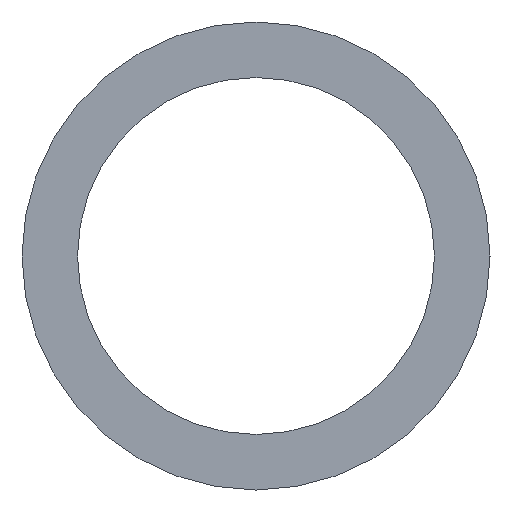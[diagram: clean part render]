
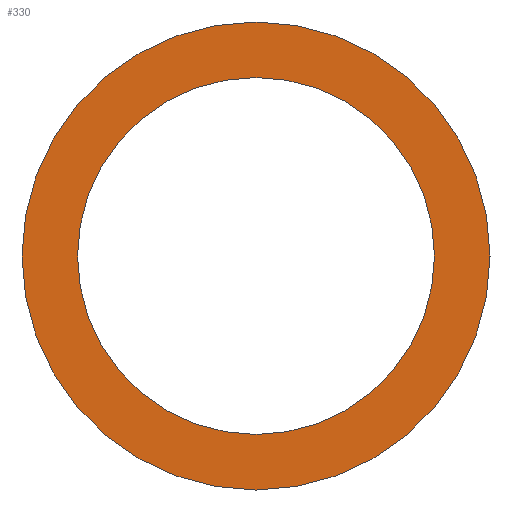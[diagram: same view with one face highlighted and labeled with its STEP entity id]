
A CAD part, left-side view. The second image highlights one B-rep face of the part: STEP entity #330.
In plain terms, the highlighted planar face has unit normal (-1, 0, 0).
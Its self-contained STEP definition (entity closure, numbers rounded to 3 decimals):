
#330=ADVANCED_FACE('',(#2237,#2238),#2236,.T.);
#2236=PLANE('',#5994);
#2237=FACE_OUTER_BOUND('',#5995,.T.);
#2238=FACE_BOUND('',#5996,.T.);
#5991=CARTESIAN_POINT('',(-110.4,-126.047,-118.4));
#5992=DIRECTION('',(-1.,0.,0.));
#5993=DIRECTION('',(0.,0.,1.));
#5994=AXIS2_PLACEMENT_3D('',#5991,#5992,#5993);
#5995=EDGE_LOOP('',(#7049,#7050));
#5996=EDGE_LOOP('',(#7051,#7052));
#7049=ORIENTED_EDGE('',*,*,#7553,.T.);
#7050=ORIENTED_EDGE('',*,*,#7554,.T.);
#7051=ORIENTED_EDGE('',*,*,#7555,.F.);
#7052=ORIENTED_EDGE('',*,*,#7556,.F.);
#7553=EDGE_CURVE('',#10049,#10050,#10051,.T.);
#7554=EDGE_CURVE('',#10050,#10049,#10057,.T.);
#7555=EDGE_CURVE('',#10063,#10064,#10065,.T.);
#7556=EDGE_CURVE('',#10064,#10063,#10071,.T.);
#10049=VERTEX_POINT('',#12413);
#10050=VERTEX_POINT('',#12414);
#10051=CIRCLE('',#12418,67.);
#10057=CIRCLE('',#12422,67.);
#10063=VERTEX_POINT('',#12423);
#10064=VERTEX_POINT('',#12424);
#10065=CIRCLE('',#12428,51.1);
#10071=CIRCLE('',#12432,51.1);
#12413=CARTESIAN_POINT('',(-110.4,0.,92.6));
#12414=CARTESIAN_POINT('',(-110.4,0.,-41.4));
#12415=CARTESIAN_POINT('',(-110.4,0.,25.6));
#12416=DIRECTION('',(-1.,0.,0.));
#12417=DIRECTION('',(0.,0.,1.));
#12418=AXIS2_PLACEMENT_3D('',#12415,#12416,#12417);
#12419=CARTESIAN_POINT('',(-110.4,0.,25.6));
#12420=DIRECTION('',(-1.,0.,0.));
#12421=DIRECTION('',(0.,0.,1.));
#12422=AXIS2_PLACEMENT_3D('',#12419,#12420,#12421);
#12423=CARTESIAN_POINT('',(-110.4,0.,-25.5));
#12424=CARTESIAN_POINT('',(-110.4,0.,76.7));
#12425=CARTESIAN_POINT('',(-110.4,0.,25.6));
#12426=DIRECTION('',(-1.,0.,0.));
#12427=DIRECTION('',(0.,0.,1.));
#12428=AXIS2_PLACEMENT_3D('',#12425,#12426,#12427);
#12429=CARTESIAN_POINT('',(-110.4,0.,25.6));
#12430=DIRECTION('',(-1.,0.,0.));
#12431=DIRECTION('',(0.,0.,1.));
#12432=AXIS2_PLACEMENT_3D('',#12429,#12430,#12431);
